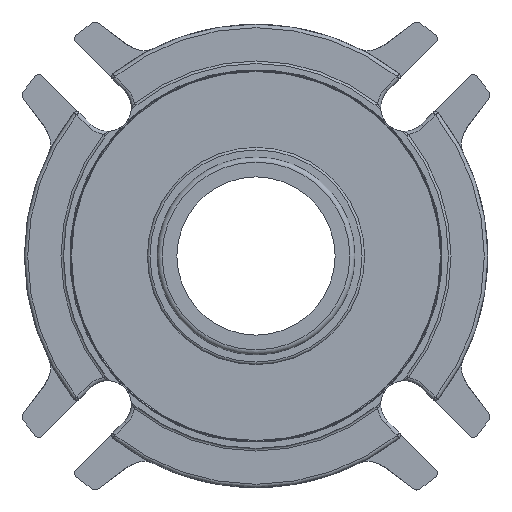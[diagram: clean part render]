
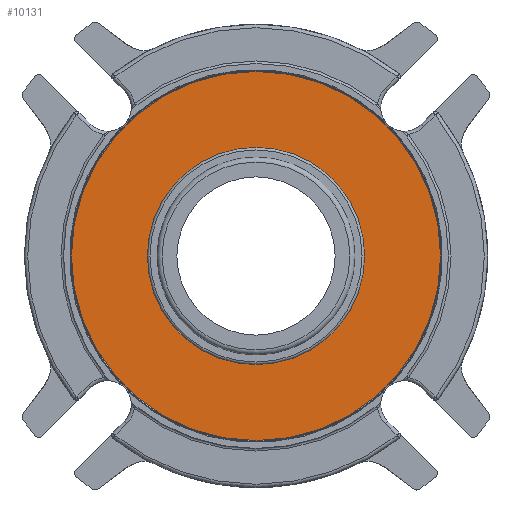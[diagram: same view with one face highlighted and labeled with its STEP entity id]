
A CAD part, front view. The second image highlights one B-rep face of the part: STEP entity #10131.
In plain terms, the highlighted planar face has unit normal (0, -1, 0).
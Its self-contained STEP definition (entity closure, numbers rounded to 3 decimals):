
#1422=PLANE('',#11334);
#4759=ORIENTED_EDGE('',*,*,#6277,.F.);
#4760=ORIENTED_EDGE('',*,*,#6278,.T.);
#6277=EDGE_CURVE('',#7207,#7207,#7846,.T.);
#6278=EDGE_CURVE('',#7208,#7208,#7847,.T.);
#7207=VERTEX_POINT('',#20125);
#7208=VERTEX_POINT('',#20127);
#7846=CIRCLE('',#11335,32.703);
#7847=CIRCLE('',#11336,55.563);
#8544=EDGE_LOOP('',(#4759));
#8545=EDGE_LOOP('',(#4760));
#9260=FACE_BOUND('',#8544,.T.);
#9261=FACE_BOUND('',#8545,.T.);
#10131=ADVANCED_FACE('',(#9260,#9261),#1422,.T.);
#11334=AXIS2_PLACEMENT_3D('',#20123,#14207,#14208);
#11335=AXIS2_PLACEMENT_3D('',#20124,#14209,#14210);
#11336=AXIS2_PLACEMENT_3D('',#20126,#14211,#14212);
#14207=DIRECTION('',(0.,-1.,0.));
#14208=DIRECTION('',(0.,0.,1.));
#14209=DIRECTION('',(0.,-1.,0.));
#14210=DIRECTION('',(1.,0.,0.));
#14211=DIRECTION('',(0.,-1.,0.));
#14212=DIRECTION('',(0.,0.,1.));
#20123=CARTESIAN_POINT('',(0.,-4.623,46.038));
#20124=CARTESIAN_POINT('',(0.,-4.623,0.));
#20125=CARTESIAN_POINT('',(32.703,-4.623,0.));
#20126=CARTESIAN_POINT('',(0.,-4.623,0.));
#20127=CARTESIAN_POINT('',(0.,-4.623,55.563));
